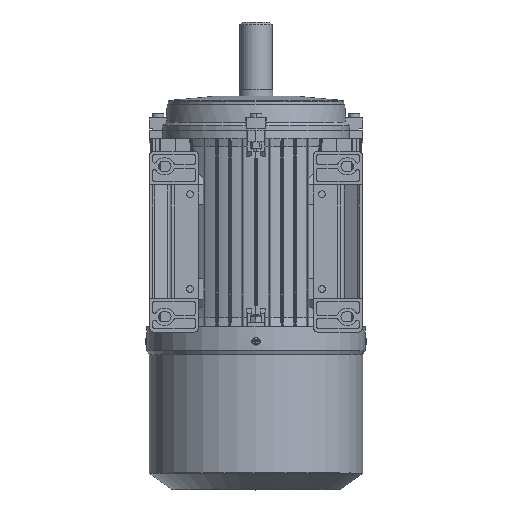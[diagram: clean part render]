
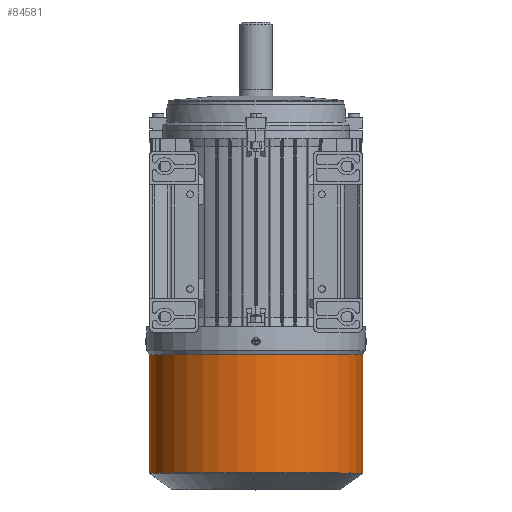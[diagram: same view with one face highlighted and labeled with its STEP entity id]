
A CAD part, top view. The second image highlights one B-rep face of the part: STEP entity #84581.
In plain terms, the highlighted cylindrical face has radius 126.5 mm (diameter 253 mm), a partial arc.
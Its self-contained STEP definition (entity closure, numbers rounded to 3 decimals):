
#6029 = ORIENTED_EDGE ( 'NONE', *, *, #6043, .T. ) ;
#6041 = ORIENTED_EDGE ( 'NONE', *, *, #16500, .F. ) ;
#6043 = EDGE_CURVE ( 'NONE', #6048, #6746, #67396, .T. ) ;
#6048 = VERTEX_POINT ( 'NONE', #67448 ) ;
#6049 = VERTEX_POINT ( 'NONE', #67447 ) ;
#6050 = ORIENTED_EDGE ( 'NONE', *, *, #16495, .F. ) ;
#6746 = VERTEX_POINT ( 'NONE', #68723 ) ;
#13191 = VERTEX_POINT ( 'NONE', #79509 ) ;
#16492 = ORIENTED_EDGE ( 'NONE', *, *, #16503, .T. ) ;
#16495 = EDGE_CURVE ( 'NONE', #13191, #6746, #84829, .T. ) ;
#16500 = EDGE_CURVE ( 'NONE', #6049, #13191, #84875, .T. ) ;
#16502 = EDGE_LOOP ( 'NONE', ( #16492, #6029, #6050, #6041 ) ) ;
#16503 = EDGE_CURVE ( 'NONE', #6049, #6048, #84870, .T. ) ;
#60208 = DIRECTION ( 'NONE',  ( 0., 0., -1. ) ) ;
#60210 = DIRECTION ( 'NONE',  ( 1., 0., 0. ) ) ;
#60212 = AXIS2_PLACEMENT_3D ( 'NONE', #60219, #60210, #60208 ) ;
#60213 = CYLINDRICAL_SURFACE ( 'NONE', #60212, 126.5 ) ;
#60219 = CARTESIAN_POINT ( 'NONE',  ( 2., 0., 0. ) ) ;
#60221 = FACE_OUTER_BOUND ( 'NONE', #16502, .T. ) ;
#67393 = DIRECTION ( 'NONE',  ( 1., 0., 0. ) ) ;
#67394 = VECTOR ( 'NONE', #67393, 1000. ) ;
#67395 = CARTESIAN_POINT ( 'NONE',  ( 2., 0., 126.5 ) ) ;
#67396 = LINE ( 'NONE', #67395, #67394 ) ;
#67447 = CARTESIAN_POINT ( 'NONE',  ( -156.764, 0., -126.5 ) ) ;
#67448 = CARTESIAN_POINT ( 'NONE',  ( -156.764, 0., 126.5 ) ) ;
#68723 = CARTESIAN_POINT ( 'NONE',  ( -16.486, 0., 126.5 ) ) ;
#79509 = CARTESIAN_POINT ( 'NONE',  ( -16.486, 0., -126.5 ) ) ;
#84581 = ADVANCED_FACE ( 'NONE', ( #60221 ), #60213, .T. ) ;
#84821 = DIRECTION ( 'NONE',  ( 0., 0., -1. ) ) ;
#84822 = DIRECTION ( 'NONE',  ( 1., 0., 0. ) ) ;
#84823 = CARTESIAN_POINT ( 'NONE',  ( -16.486, 0., 0. ) ) ;
#84824 = AXIS2_PLACEMENT_3D ( 'NONE', #84823, #84822, #84821 ) ;
#84829 = CIRCLE ( 'NONE', #84824, 126.5 ) ;
#84866 = DIRECTION ( 'NONE',  ( 0., 0., -1. ) ) ;
#84867 = DIRECTION ( 'NONE',  ( 1., 0., 0. ) ) ;
#84868 = CARTESIAN_POINT ( 'NONE',  ( -156.764, 0., 0. ) ) ;
#84869 = AXIS2_PLACEMENT_3D ( 'NONE', #84868, #84867, #84866 ) ;
#84870 = CIRCLE ( 'NONE', #84869, 126.5 ) ;
#84872 = DIRECTION ( 'NONE',  ( 1., 0., 0. ) ) ;
#84873 = VECTOR ( 'NONE', #84872, 1000. ) ;
#84874 = CARTESIAN_POINT ( 'NONE',  ( 2., 0., -126.5 ) ) ;
#84875 = LINE ( 'NONE', #84874, #84873 ) ;
